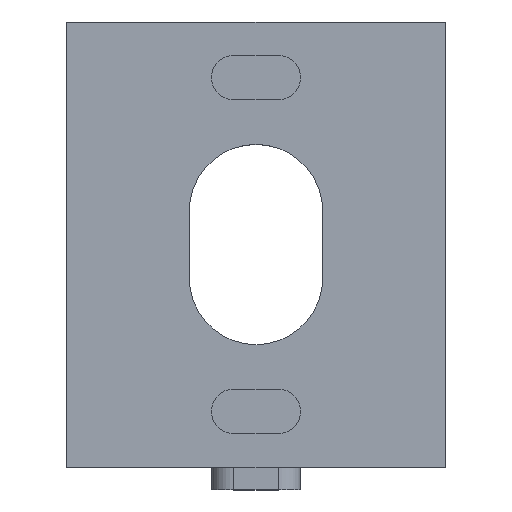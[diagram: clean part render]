
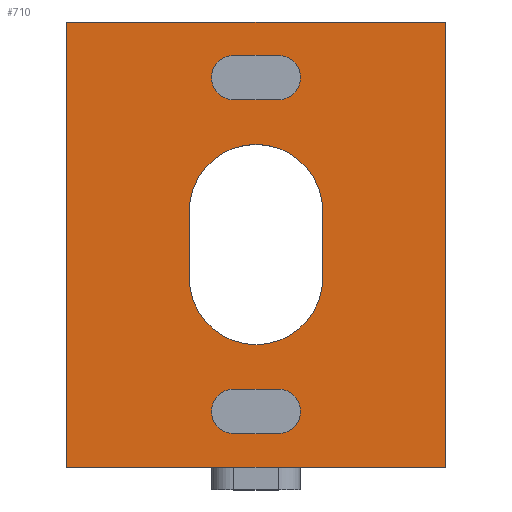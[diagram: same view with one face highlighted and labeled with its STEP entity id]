
A CAD part, top view. The second image highlights one B-rep face of the part: STEP entity #710.
In plain terms, the highlighted planar face has unit normal (0, 0, 1).
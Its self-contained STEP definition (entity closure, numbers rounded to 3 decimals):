
#15=FACE_BOUND('',#97,.T.);
#16=FACE_BOUND('',#98,.T.);
#17=FACE_BOUND('',#99,.T.);
#23=PLANE('',#774);
#56=FACE_OUTER_BOUND('',#96,.T.);
#96=EDGE_LOOP('',(#509,#510,#511,#512));
#97=EDGE_LOOP('',(#513,#514,#515,#516));
#98=EDGE_LOOP('',(#517,#518,#519,#520));
#99=EDGE_LOOP('',(#521,#522,#523,#524));
#149=LINE('',#1080,#227);
#150=LINE('',#1082,#228);
#151=LINE('',#1084,#229);
#152=LINE('',#1085,#230);
#153=LINE('',#1086,#231);
#154=LINE('',#1087,#232);
#155=LINE('',#1090,#233);
#156=LINE('',#1094,#234);
#157=LINE('',#1096,#235);
#158=LINE('',#1097,#236);
#227=VECTOR('',#867,1000.);
#228=VECTOR('',#868,1000.);
#229=VECTOR('',#869,1000.);
#230=VECTOR('',#870,1000.);
#231=VECTOR('',#871,1000.);
#232=VECTOR('',#872,1000.);
#233=VECTOR('',#873,1000.);
#234=VECTOR('',#876,1000.);
#235=VECTOR('',#879,1000.);
#236=VECTOR('',#880,1000.);
#296=CIRCLE('',#761,1.);
#298=CIRCLE('',#764,1.);
#300=CIRCLE('',#767,1.);
#302=CIRCLE('',#770,1.);
#305=CIRCLE('',#775,3.);
#306=CIRCLE('',#776,3.);
#321=VERTEX_POINT('',#1036);
#322=VERTEX_POINT('',#1038);
#325=VERTEX_POINT('',#1045);
#326=VERTEX_POINT('',#1047);
#329=VERTEX_POINT('',#1054);
#330=VERTEX_POINT('',#1056);
#333=VERTEX_POINT('',#1063);
#334=VERTEX_POINT('',#1065);
#339=VERTEX_POINT('',#1078);
#340=VERTEX_POINT('',#1079);
#341=VERTEX_POINT('',#1081);
#342=VERTEX_POINT('',#1083);
#343=VERTEX_POINT('',#1088);
#344=VERTEX_POINT('',#1089);
#345=VERTEX_POINT('',#1091);
#346=VERTEX_POINT('',#1093);
#389=EDGE_CURVE('',#322,#321,#296,.T.);
#393=EDGE_CURVE('',#326,#325,#298,.T.);
#397=EDGE_CURVE('',#329,#330,#300,.T.);
#401=EDGE_CURVE('',#333,#334,#302,.T.);
#407=EDGE_CURVE('',#339,#340,#149,.T.);
#408=EDGE_CURVE('',#341,#339,#150,.T.);
#409=EDGE_CURVE('',#341,#342,#151,.T.);
#410=EDGE_CURVE('',#342,#340,#152,.T.);
#411=EDGE_CURVE('',#326,#333,#153,.T.);
#412=EDGE_CURVE('',#334,#325,#154,.T.);
#413=EDGE_CURVE('',#343,#344,#155,.T.);
#414=EDGE_CURVE('',#345,#344,#305,.T.);
#415=EDGE_CURVE('',#346,#345,#156,.T.);
#416=EDGE_CURVE('',#343,#346,#306,.T.);
#417=EDGE_CURVE('',#322,#329,#157,.T.);
#418=EDGE_CURVE('',#330,#321,#158,.T.);
#509=ORIENTED_EDGE('',*,*,#407,.F.);
#510=ORIENTED_EDGE('',*,*,#408,.F.);
#511=ORIENTED_EDGE('',*,*,#409,.T.);
#512=ORIENTED_EDGE('',*,*,#410,.T.);
#513=ORIENTED_EDGE('',*,*,#411,.F.);
#514=ORIENTED_EDGE('',*,*,#393,.T.);
#515=ORIENTED_EDGE('',*,*,#412,.F.);
#516=ORIENTED_EDGE('',*,*,#401,.F.);
#517=ORIENTED_EDGE('',*,*,#413,.T.);
#518=ORIENTED_EDGE('',*,*,#414,.F.);
#519=ORIENTED_EDGE('',*,*,#415,.F.);
#520=ORIENTED_EDGE('',*,*,#416,.F.);
#521=ORIENTED_EDGE('',*,*,#417,.F.);
#522=ORIENTED_EDGE('',*,*,#389,.T.);
#523=ORIENTED_EDGE('',*,*,#418,.F.);
#524=ORIENTED_EDGE('',*,*,#397,.F.);
#710=ADVANCED_FACE('',(#56,#15,#16,#17),#23,.F.);
#761=AXIS2_PLACEMENT_3D('',#1039,#830,#831);
#764=AXIS2_PLACEMENT_3D('',#1048,#838,#839);
#767=AXIS2_PLACEMENT_3D('',#1057,#846,#847);
#770=AXIS2_PLACEMENT_3D('',#1066,#854,#855);
#774=AXIS2_PLACEMENT_3D('',#1077,#865,#866);
#775=AXIS2_PLACEMENT_3D('',#1092,#874,#875);
#776=AXIS2_PLACEMENT_3D('',#1095,#877,#878);
#830=DIRECTION('center_axis',(0.,0.,-1.));
#831=DIRECTION('ref_axis',(1.,0.,0.));
#838=DIRECTION('center_axis',(0.,0.,-1.));
#839=DIRECTION('ref_axis',(-1.,0.,0.));
#846=DIRECTION('center_axis',(0.,0.,1.));
#847=DIRECTION('ref_axis',(-1.,0.,0.));
#854=DIRECTION('center_axis',(0.,0.,1.));
#855=DIRECTION('ref_axis',(1.,0.,0.));
#865=DIRECTION('center_axis',(0.,0.,-1.));
#866=DIRECTION('ref_axis',(-1.,0.,0.));
#867=DIRECTION('',(-1.,0.,0.));
#868=DIRECTION('',(0.,-1.,0.));
#869=DIRECTION('',(-1.,0.,0.));
#870=DIRECTION('',(0.,-1.,0.));
#871=DIRECTION('',(-1.,0.,0.));
#872=DIRECTION('',(1.,0.,0.));
#873=DIRECTION('',(0.,-1.,0.));
#874=DIRECTION('center_axis',(0.,0.,1.));
#875=DIRECTION('ref_axis',(1.,0.,0.));
#876=DIRECTION('',(0.,-1.,0.));
#877=DIRECTION('center_axis',(0.,0.,1.));
#878=DIRECTION('ref_axis',(1.,0.,0.));
#879=DIRECTION('',(-1.,0.,0.));
#880=DIRECTION('',(1.,0.,0.));
#1036=CARTESIAN_POINT('',(9.5,1.5,0.));
#1038=CARTESIAN_POINT('',(9.5,3.5,0.));
#1039=CARTESIAN_POINT('Origin',(9.5,2.5,0.));
#1045=CARTESIAN_POINT('',(9.5,16.5,0.));
#1047=CARTESIAN_POINT('',(9.5,18.5,0.));
#1048=CARTESIAN_POINT('Origin',(9.5,17.5,0.));
#1054=CARTESIAN_POINT('',(7.5,3.5,0.));
#1056=CARTESIAN_POINT('',(7.5,1.5,0.));
#1057=CARTESIAN_POINT('Origin',(7.5,2.5,0.));
#1063=CARTESIAN_POINT('',(7.5,18.5,0.));
#1065=CARTESIAN_POINT('',(7.5,16.5,0.));
#1066=CARTESIAN_POINT('Origin',(7.5,17.5,0.));
#1077=CARTESIAN_POINT('Origin',(2.,0.,0.));
#1078=CARTESIAN_POINT('',(17.,0.,0.));
#1079=CARTESIAN_POINT('',(0.,0.,0.));
#1080=CARTESIAN_POINT('',(2.,0.,0.));
#1081=CARTESIAN_POINT('',(17.,20.,0.));
#1082=CARTESIAN_POINT('',(17.,0.,0.));
#1083=CARTESIAN_POINT('',(0.,20.,0.));
#1084=CARTESIAN_POINT('',(2.,20.,0.));
#1085=CARTESIAN_POINT('',(0.,0.,0.));
#1086=CARTESIAN_POINT('',(7.5,18.5,0.));
#1087=CARTESIAN_POINT('',(7.5,16.5,0.));
#1088=CARTESIAN_POINT('',(11.5,11.5,0.));
#1089=CARTESIAN_POINT('',(11.5,8.5,0.));
#1090=CARTESIAN_POINT('',(11.5,11.5,0.));
#1091=CARTESIAN_POINT('',(5.5,8.5,0.));
#1092=CARTESIAN_POINT('Origin',(8.5,8.5,0.));
#1093=CARTESIAN_POINT('',(5.5,11.5,0.));
#1094=CARTESIAN_POINT('',(5.5,11.5,0.));
#1095=CARTESIAN_POINT('Origin',(8.5,11.5,0.));
#1096=CARTESIAN_POINT('',(7.5,3.5,0.));
#1097=CARTESIAN_POINT('',(7.5,1.5,0.));
